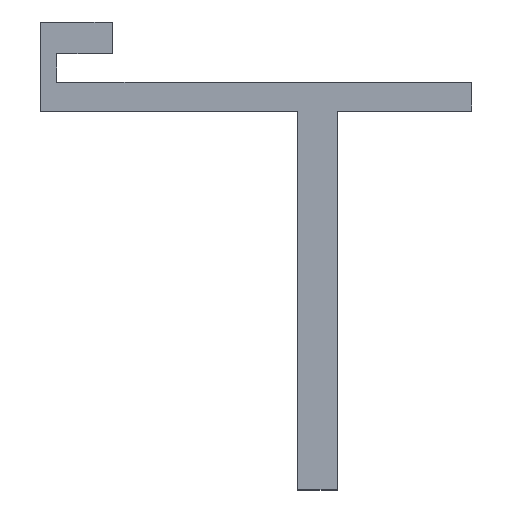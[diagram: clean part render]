
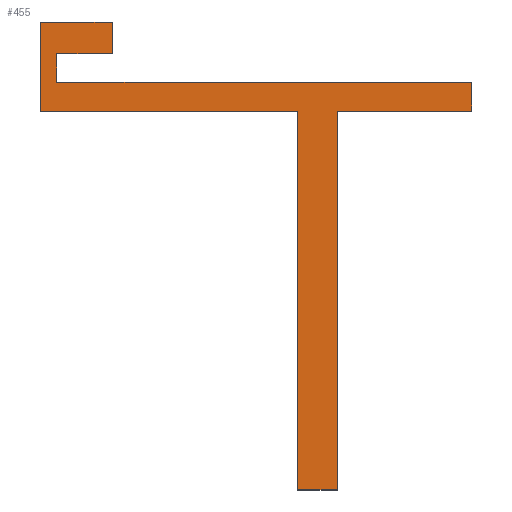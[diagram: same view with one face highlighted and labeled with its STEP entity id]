
A CAD part, top view. The second image highlights one B-rep face of the part: STEP entity #455.
In plain terms, the highlighted planar face has unit normal (0, 0, 1).
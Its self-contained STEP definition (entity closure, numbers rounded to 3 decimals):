
#153=CARTESIAN_POINT('',(0.0,0.0,0.5));
#154=VERTEX_POINT('',#153);
#155=CARTESIAN_POINT('',(0.0,52.7,0.5));
#156=VERTEX_POINT('',#155);
#157=CARTESIAN_POINT('',(0.0,0.0,0.5));
#158=DIRECTION('',(0.0,1.0,0.0));
#159=VECTOR('',#158,52.7);
#160=LINE('',#157,#159);
#161=EDGE_CURVE('',#154,#156,#160,.T.);
#184=CARTESIAN_POINT('',(-35.8,52.7,0.5));
#185=VERTEX_POINT('',#184);
#186=CARTESIAN_POINT('',(0.0,52.7,0.5));
#187=DIRECTION('',(-1.0,0.0,0.0));
#188=VECTOR('',#187,35.8);
#189=LINE('',#186,#188);
#190=EDGE_CURVE('',#156,#185,#189,.T.);
#208=CARTESIAN_POINT('',(-35.8,65.1,0.5));
#209=VERTEX_POINT('',#208);
#210=CARTESIAN_POINT('',(-35.8,52.7,0.5));
#211=DIRECTION('',(0.0,1.0,0.0));
#212=VECTOR('',#211,12.4);
#213=LINE('',#210,#212);
#214=EDGE_CURVE('',#185,#209,#213,.T.);
#232=CARTESIAN_POINT('',(-25.8,65.1,0.5));
#233=VERTEX_POINT('',#232);
#234=CARTESIAN_POINT('',(-35.8,65.1,0.5));
#235=DIRECTION('',(1.0,0.0,0.0));
#236=VECTOR('',#235,10.0);
#237=LINE('',#234,#236);
#238=EDGE_CURVE('',#209,#233,#237,.T.);
#256=CARTESIAN_POINT('',(-25.8,60.7,0.5));
#257=VERTEX_POINT('',#256);
#258=CARTESIAN_POINT('',(-25.8,65.1,0.5));
#259=DIRECTION('',(0.0,-1.0,0.0));
#260=VECTOR('',#259,4.4);
#261=LINE('',#258,#260);
#262=EDGE_CURVE('',#233,#257,#261,.T.);
#280=CARTESIAN_POINT('',(-33.5,60.7,0.5));
#281=VERTEX_POINT('',#280);
#282=CARTESIAN_POINT('',(-25.8,60.7,0.5));
#283=DIRECTION('',(-1.0,0.0,0.0));
#284=VECTOR('',#283,7.7);
#285=LINE('',#282,#284);
#286=EDGE_CURVE('',#257,#281,#285,.T.);
#304=CARTESIAN_POINT('',(-33.5,56.7,0.5));
#305=VERTEX_POINT('',#304);
#306=CARTESIAN_POINT('',(-33.5,60.7,0.5));
#307=DIRECTION('',(0.0,-1.0,0.0));
#308=VECTOR('',#307,4.);
#309=LINE('',#306,#308);
#310=EDGE_CURVE('',#281,#305,#309,.T.);
#328=CARTESIAN_POINT('',(24.2,56.7,0.5));
#329=VERTEX_POINT('',#328);
#330=CARTESIAN_POINT('',(-33.5,56.7,0.5));
#331=DIRECTION('',(1.0,0.0,0.0));
#332=VECTOR('',#331,57.7);
#333=LINE('',#330,#332);
#334=EDGE_CURVE('',#305,#329,#333,.T.);
#352=CARTESIAN_POINT('',(24.2,52.7,0.5));
#353=VERTEX_POINT('',#352);
#354=CARTESIAN_POINT('',(24.2,56.7,0.5));
#355=DIRECTION('',(0.0,-1.0,0.0));
#356=VECTOR('',#355,4.0);
#357=LINE('',#354,#356);
#358=EDGE_CURVE('',#329,#353,#357,.T.);
#376=CARTESIAN_POINT('',(5.5,52.7,0.5));
#377=VERTEX_POINT('',#376);
#378=CARTESIAN_POINT('',(24.2,52.7,0.5));
#379=DIRECTION('',(-1.0,0.0,0.0));
#380=VECTOR('',#379,18.7);
#381=LINE('',#378,#380);
#382=EDGE_CURVE('',#353,#377,#381,.T.);
#400=CARTESIAN_POINT('',(5.5,0.0,0.5));
#401=VERTEX_POINT('',#400);
#402=CARTESIAN_POINT('',(5.5,52.7,0.5));
#403=DIRECTION('',(0.0,-1.0,0.0));
#404=VECTOR('',#403,52.7);
#405=LINE('',#402,#404);
#406=EDGE_CURVE('',#377,#401,#405,.T.);
#424=CARTESIAN_POINT('',(5.5,0.0,0.5));
#425=DIRECTION('',(-1.0,0.0,0.0));
#426=VECTOR('',#425,5.5);
#427=LINE('',#424,#426);
#428=EDGE_CURVE('',#401,#154,#427,.T.);
#436=CARTESIAN_POINT('',(-5.487,43.299,0.5));
#437=DIRECTION('',(0.0,0.0,1.0));
#438=DIRECTION('',(1.0,0.0,0.0));
#439=AXIS2_PLACEMENT_3D('',#436,#437,#438);
#440=PLANE('',#439);
#441=ORIENTED_EDGE('',*,*,#161,.F.);
#442=ORIENTED_EDGE('',*,*,#428,.F.);
#443=ORIENTED_EDGE('',*,*,#406,.F.);
#444=ORIENTED_EDGE('',*,*,#382,.F.);
#445=ORIENTED_EDGE('',*,*,#358,.F.);
#446=ORIENTED_EDGE('',*,*,#334,.F.);
#447=ORIENTED_EDGE('',*,*,#310,.F.);
#448=ORIENTED_EDGE('',*,*,#286,.F.);
#449=ORIENTED_EDGE('',*,*,#262,.F.);
#450=ORIENTED_EDGE('',*,*,#238,.F.);
#451=ORIENTED_EDGE('',*,*,#214,.F.);
#452=ORIENTED_EDGE('',*,*,#190,.F.);
#453=EDGE_LOOP('',(#441,#442,#443,#444,#445,#446,#447,#448,#449,#450,#451,#452));
#454=FACE_OUTER_BOUND('',#453,.T.);
#455=ADVANCED_FACE('',(#454),#440,.T.);
